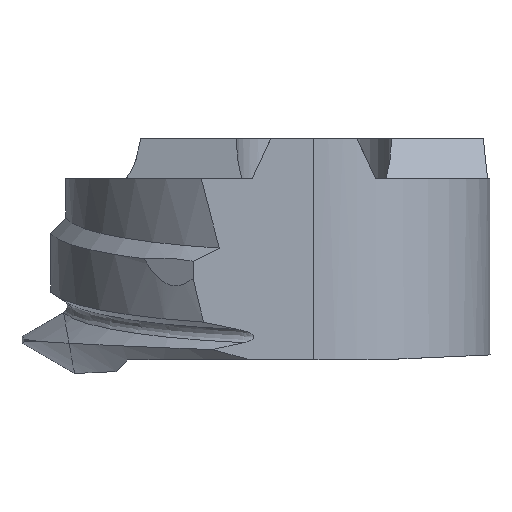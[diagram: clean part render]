
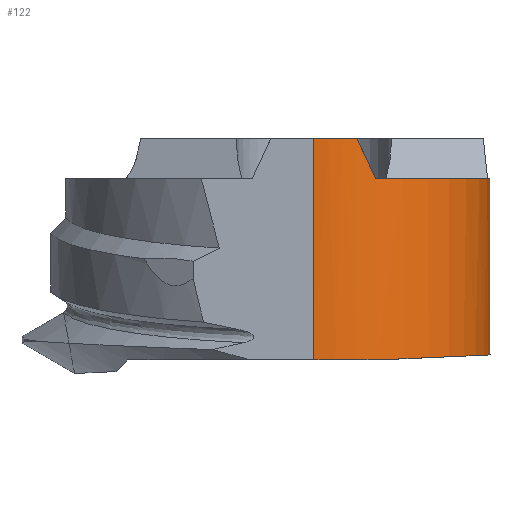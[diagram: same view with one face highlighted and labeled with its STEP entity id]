
A CAD part, front view. The second image highlights one B-rep face of the part: STEP entity #122.
In plain terms, the highlighted cylindrical face has radius 3.5 mm (diameter 7 mm), a partial arc.
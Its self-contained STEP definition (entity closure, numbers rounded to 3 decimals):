
#32=CYLINDRICAL_SURFACE('',#826,3.5);
#43=(
BOUNDED_CURVE()
B_SPLINE_CURVE(3,(#1317,#1318,#1319,#1320),.UNSPECIFIED.,.F.,.F.)
B_SPLINE_CURVE_WITH_KNOTS((4,4),(0.,1.),.UNSPECIFIED.)
CURVE()
GEOMETRIC_REPRESENTATION_ITEM()
RATIONAL_B_SPLINE_CURVE((1.,0.883,0.883,1.))
REPRESENTATION_ITEM('')
);
#44=(
BOUNDED_CURVE()
B_SPLINE_CURVE(3,(#1323,#1324,#1325,#1326),.UNSPECIFIED.,.F.,.F.)
B_SPLINE_CURVE_WITH_KNOTS((4,4),(0.,1.),.UNSPECIFIED.)
CURVE()
GEOMETRIC_REPRESENTATION_ITEM()
RATIONAL_B_SPLINE_CURVE((1.,0.883,0.883,1.))
REPRESENTATION_ITEM('')
);
#45=(
BOUNDED_CURVE()
B_SPLINE_CURVE(3,(#1334,#1335,#1336,#1337),.UNSPECIFIED.,.F.,.F.)
B_SPLINE_CURVE_WITH_KNOTS((4,4),(0.,1.),.UNSPECIFIED.)
CURVE()
GEOMETRIC_REPRESENTATION_ITEM()
RATIONAL_B_SPLINE_CURVE((1.,0.999,0.999,1.))
REPRESENTATION_ITEM('')
);
#46=(
BOUNDED_CURVE()
B_SPLINE_CURVE(3,(#1341,#1342,#1343,#1344),.UNSPECIFIED.,.F.,.F.)
B_SPLINE_CURVE_WITH_KNOTS((4,4),(0.,1.),.UNSPECIFIED.)
CURVE()
GEOMETRIC_REPRESENTATION_ITEM()
RATIONAL_B_SPLINE_CURVE((1.,0.999,0.999,1.))
REPRESENTATION_ITEM('')
);
#47=(
BOUNDED_CURVE()
B_SPLINE_CURVE(3,(#1348,#1349,#1350,#1351),.UNSPECIFIED.,.F.,.F.)
B_SPLINE_CURVE_WITH_KNOTS((4,4),(0.,1.),.UNSPECIFIED.)
CURVE()
GEOMETRIC_REPRESENTATION_ITEM()
RATIONAL_B_SPLINE_CURVE((1.,0.999,0.999,1.))
REPRESENTATION_ITEM('')
);
#48=(
BOUNDED_CURVE()
B_SPLINE_CURVE(3,(#1355,#1356,#1357,#1358),.UNSPECIFIED.,.F.,.F.)
B_SPLINE_CURVE_WITH_KNOTS((4,4),(0.,1.),.UNSPECIFIED.)
CURVE()
GEOMETRIC_REPRESENTATION_ITEM()
RATIONAL_B_SPLINE_CURVE((1.,0.999,0.999,1.))
REPRESENTATION_ITEM('')
);
#73=CIRCLE('',#819,3.5);
#74=CIRCLE('',#820,3.5);
#75=CIRCLE('',#821,3.5);
#76=CIRCLE('',#822,3.5);
#77=CIRCLE('',#823,3.5);
#78=CIRCLE('',#824,3.5);
#79=CIRCLE('',#825,3.5);
#122=ADVANCED_FACE('',(#184),#32,.T.);
#184=FACE_OUTER_BOUND('',#229,.T.);
#229=EDGE_LOOP('',(#330,#331,#332,#333,#334,#335,#336,#337,#338,#339,#340,
#341,#342,#343,#344));
#330=ORIENTED_EDGE('',*,*,#597,.T.);
#331=ORIENTED_EDGE('',*,*,#598,.T.);
#332=ORIENTED_EDGE('',*,*,#599,.T.);
#333=ORIENTED_EDGE('',*,*,#600,.T.);
#334=ORIENTED_EDGE('',*,*,#601,.T.);
#335=ORIENTED_EDGE('',*,*,#602,.T.);
#336=ORIENTED_EDGE('',*,*,#603,.T.);
#337=ORIENTED_EDGE('',*,*,#604,.T.);
#338=ORIENTED_EDGE('',*,*,#605,.T.);
#339=ORIENTED_EDGE('',*,*,#606,.T.);
#340=ORIENTED_EDGE('',*,*,#607,.T.);
#341=ORIENTED_EDGE('',*,*,#608,.T.);
#342=ORIENTED_EDGE('',*,*,#609,.T.);
#343=ORIENTED_EDGE('',*,*,#610,.F.);
#344=ORIENTED_EDGE('',*,*,#611,.T.);
#516=VERTEX_POINT('',#1321);
#517=VERTEX_POINT('',#1322);
#518=VERTEX_POINT('',#1327);
#519=VERTEX_POINT('',#1329);
#520=VERTEX_POINT('',#1331);
#521=VERTEX_POINT('',#1333);
#522=VERTEX_POINT('',#1338);
#523=VERTEX_POINT('',#1340);
#524=VERTEX_POINT('',#1345);
#525=VERTEX_POINT('',#1347);
#526=VERTEX_POINT('',#1352);
#527=VERTEX_POINT('',#1354);
#528=VERTEX_POINT('',#1359);
#529=VERTEX_POINT('',#1361);
#530=VERTEX_POINT('',#1363);
#597=EDGE_CURVE('',#516,#517,#43,.T.);
#598=EDGE_CURVE('',#517,#518,#44,.T.);
#599=EDGE_CURVE('',#518,#519,#73,.T.);
#600=EDGE_CURVE('',#519,#520,#663,.T.);
#601=EDGE_CURVE('',#520,#521,#74,.T.);
#602=EDGE_CURVE('',#521,#522,#45,.T.);
#603=EDGE_CURVE('',#522,#523,#75,.T.);
#604=EDGE_CURVE('',#523,#524,#46,.T.);
#605=EDGE_CURVE('',#524,#525,#76,.T.);
#606=EDGE_CURVE('',#525,#526,#47,.T.);
#607=EDGE_CURVE('',#526,#527,#77,.T.);
#608=EDGE_CURVE('',#527,#528,#48,.T.);
#609=EDGE_CURVE('',#528,#529,#78,.T.);
#610=EDGE_CURVE('',#530,#529,#664,.T.);
#611=EDGE_CURVE('',#530,#516,#79,.T.);
#663=LINE('',#1330,#706);
#664=LINE('',#1362,#707);
#706=VECTOR('',#924,1.);
#707=VECTOR('',#935,1.);
#819=AXIS2_PLACEMENT_3D('',#1328,#922,#923);
#820=AXIS2_PLACEMENT_3D('',#1332,#925,#926);
#821=AXIS2_PLACEMENT_3D('',#1339,#927,#928);
#822=AXIS2_PLACEMENT_3D('',#1346,#929,#930);
#823=AXIS2_PLACEMENT_3D('',#1353,#931,#932);
#824=AXIS2_PLACEMENT_3D('',#1360,#933,#934);
#825=AXIS2_PLACEMENT_3D('',#1364,#936,#937);
#826=AXIS2_PLACEMENT_3D('',#1365,#938,#939);
#922=DIRECTION('',(0.,0.,1.));
#923=DIRECTION('',(-1.,0.,0.));
#924=DIRECTION('',(0.,0.,1.));
#925=DIRECTION('',(0.,0.,-1.));
#926=DIRECTION('',(1.,0.,0.));
#927=DIRECTION('',(0.,0.,-1.));
#928=DIRECTION('',(1.,0.,0.));
#929=DIRECTION('',(0.,0.,-1.));
#930=DIRECTION('',(1.,0.,0.));
#931=DIRECTION('',(0.,0.,-1.));
#932=DIRECTION('',(1.,0.,0.));
#933=DIRECTION('',(0.,0.,-1.));
#934=DIRECTION('',(1.,0.,0.));
#935=DIRECTION('',(0.,0.,1.));
#936=DIRECTION('',(0.,0.,1.));
#937=DIRECTION('',(-1.,0.,0.));
#938=DIRECTION('',(0.,0.,1.));
#939=DIRECTION('',(-1.,0.,0.));
#1317=CARTESIAN_POINT('',(1.26,-3.265,-3.7));
#1318=CARTESIAN_POINT('',(2.654,-2.727,-3.638));
#1319=CARTESIAN_POINT('',(3.5,-1.495,-3.6));
#1320=CARTESIAN_POINT('',(3.5,0.,-3.6));
#1321=CARTESIAN_POINT('',(1.26,-3.265,-3.7));
#1322=CARTESIAN_POINT('',(3.5,0.,-3.6));
#1323=CARTESIAN_POINT('',(3.5,0.,-3.6));
#1324=CARTESIAN_POINT('',(3.5,1.495,-3.6));
#1325=CARTESIAN_POINT('',(2.654,2.727,-3.638));
#1326=CARTESIAN_POINT('',(1.26,3.265,-3.7));
#1327=CARTESIAN_POINT('',(1.26,3.265,-3.7));
#1328=CARTESIAN_POINT('',(0.,0.,-3.7));
#1329=CARTESIAN_POINT('',(-2.82,2.073,-3.7));
#1330=CARTESIAN_POINT('',(-2.82,2.073,-4.1));
#1331=CARTESIAN_POINT('',(-2.82,2.073,0.7));
#1332=CARTESIAN_POINT('',(0.,0.,0.7));
#1333=CARTESIAN_POINT('',(-2.513,2.436,0.7));
#1334=CARTESIAN_POINT('',(-2.513,2.436,0.7));
#1335=CARTESIAN_POINT('',(-2.422,2.53,0.429));
#1336=CARTESIAN_POINT('',(-2.326,2.618,0.162));
#1337=CARTESIAN_POINT('',(-2.226,2.701,-0.1));
#1338=CARTESIAN_POINT('',(-2.226,2.701,-0.1));
#1339=CARTESIAN_POINT('',(0.,0.,-0.1));
#1340=CARTESIAN_POINT('',(2.226,2.701,-0.1));
#1341=CARTESIAN_POINT('',(2.226,2.701,-0.1));
#1342=CARTESIAN_POINT('',(2.326,2.618,0.162));
#1343=CARTESIAN_POINT('',(2.422,2.53,0.429));
#1344=CARTESIAN_POINT('',(2.513,2.436,0.7));
#1345=CARTESIAN_POINT('',(2.513,2.436,0.7));
#1346=CARTESIAN_POINT('',(0.,0.,0.7));
#1347=CARTESIAN_POINT('',(3.366,0.958,0.7));
#1348=CARTESIAN_POINT('',(3.366,0.958,0.7));
#1349=CARTESIAN_POINT('',(3.402,0.833,0.429));
#1350=CARTESIAN_POINT('',(3.431,0.705,0.162));
#1351=CARTESIAN_POINT('',(3.452,0.577,-0.1));
#1352=CARTESIAN_POINT('',(3.452,0.577,-0.1));
#1353=CARTESIAN_POINT('',(0.,0.,-0.1));
#1354=CARTESIAN_POINT('',(1.226,-3.278,-0.1));
#1355=CARTESIAN_POINT('',(1.226,-3.278,-0.1));
#1356=CARTESIAN_POINT('',(1.104,-3.324,0.162));
#1357=CARTESIAN_POINT('',(0.98,-3.363,0.429));
#1358=CARTESIAN_POINT('',(0.853,-3.394,0.7));
#1359=CARTESIAN_POINT('',(0.853,-3.394,0.7));
#1360=CARTESIAN_POINT('',(0.,0.,0.7));
#1361=CARTESIAN_POINT('',(0.,-3.5,0.7));
#1362=CARTESIAN_POINT('',(0.,-3.5,-4.1));
#1363=CARTESIAN_POINT('',(0.,-3.5,-3.7));
#1364=CARTESIAN_POINT('',(0.,0.,-3.7));
#1365=CARTESIAN_POINT('',(0.,0.,-4.1));
